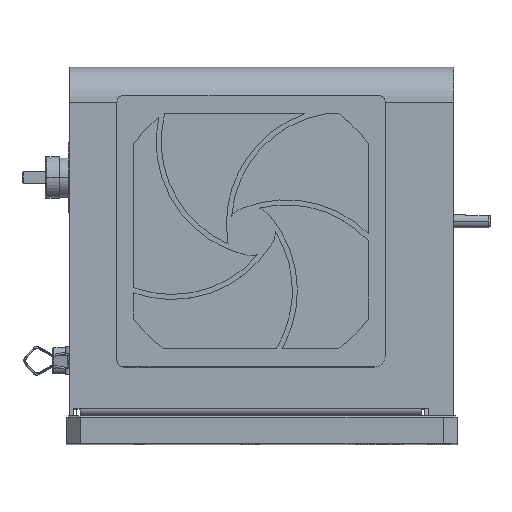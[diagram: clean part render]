
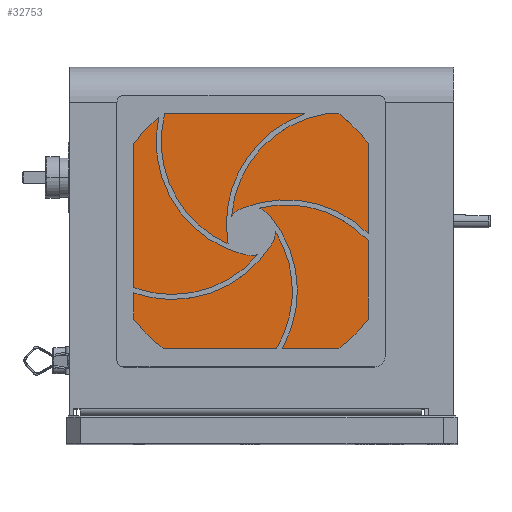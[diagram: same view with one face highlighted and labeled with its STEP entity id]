
A CAD part, top view. The second image highlights one B-rep face of the part: STEP entity #32753.
In plain terms, the highlighted planar face has unit normal (0, 0, 1).
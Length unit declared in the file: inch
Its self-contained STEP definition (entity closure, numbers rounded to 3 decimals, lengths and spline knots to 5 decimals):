
#596 = CARTESIAN_POINT ( 'NONE',  ( 5.182, 1.5605, 4.587 ) ) ;
#704 = EDGE_LOOP ( 'NONE', ( #13782, #19001, #16774, #20065, #26887, #2655, #36268, #7456 ) ) ;
#760 = DIRECTION ( 'NONE',  ( -1., 0., 0. ) ) ;
#1027 = DIRECTION ( 'NONE',  ( 1., 0., 0. ) ) ;
#1028 = DIRECTION ( 'NONE',  ( -0.707, -0.707, 0. ) ) ;
#2605 = LINE ( 'NONE', #31552, #19472 ) ;
#2655 = ORIENTED_EDGE ( 'NONE', *, *, #26065, .F. ) ;
#2836 = CARTESIAN_POINT ( 'NONE',  ( 5.182, 6.0605, 4.587 ) ) ;
#2852 = DIRECTION ( 'NONE',  ( 0., -1., 0. ) ) ;
#4998 = VECTOR ( 'NONE', #32071, 39.37008 ) ;
#6810 = DIRECTION ( 'NONE',  ( 0., 1., 0. ) ) ;
#7456 = ORIENTED_EDGE ( 'NONE', *, *, #26129, .F. ) ;
#7478 = VECTOR ( 'NONE', #760, 39.37008 ) ;
#7526 = VECTOR ( 'NONE', #9212, 39.37008 ) ;
#7962 = CARTESIAN_POINT ( 'NONE',  ( 1.432, 6.0605, 4.587 ) ) ;
#9212 = DIRECTION ( 'NONE',  ( 0.707, -0.707, 0. ) ) ;
#11511 = VERTEX_POINT ( 'NONE', #12558 ) ;
#12483 = LINE ( 'NONE', #13488, #7478 ) ;
#12558 = CARTESIAN_POINT ( 'NONE',  ( 1.432, 1.5605, 4.587 ) ) ;
#12697 = DIRECTION ( 'NONE',  ( 1., 0., 0. ) ) ;
#13077 = CARTESIAN_POINT ( 'NONE',  ( 5.557, 5.6855, 4.587 ) ) ;
#13453 = LINE ( 'NONE', #28954, #4998 ) ;
#13488 = CARTESIAN_POINT ( 'NONE',  ( 5.182, 1.5605, 4.587 ) ) ;
#13782 = ORIENTED_EDGE ( 'NONE', *, *, #25938, .F. ) ;
#14455 = LINE ( 'NONE', #22530, #21913 ) ;
#16135 = VERTEX_POINT ( 'NONE', #27491 ) ;
#16712 = CARTESIAN_POINT ( 'NONE',  ( 5.182, 1.5605, 4.587 ) ) ;
#16774 = ORIENTED_EDGE ( 'NONE', *, *, #25950, .F. ) ;
#18638 = VERTEX_POINT ( 'NONE', #596 ) ;
#19001 = ORIENTED_EDGE ( 'NONE', *, *, #25931, .F. ) ;
#19368 = DIRECTION ( 'NONE',  ( 0.707, 0.707, 0. ) ) ;
#19472 = VECTOR ( 'NONE', #12697, 39.37008 ) ;
#19920 = DIRECTION ( 'NONE',  ( 0., 0., 1. ) ) ;
#20065 = ORIENTED_EDGE ( 'NONE', *, *, #26012, .F. ) ;
#21913 = VECTOR ( 'NONE', #19368, 39.37008 ) ;
#22530 = CARTESIAN_POINT ( 'NONE',  ( 1.432, 6.0605, 4.587 ) ) ;
#23950 = VERTEX_POINT ( 'NONE', #39414 ) ;
#24375 = LINE ( 'NONE', #16712, #32666 ) ;
#24412 = VECTOR ( 'NONE', #2852, 39.37008 ) ;
#25006 = CARTESIAN_POINT ( 'NONE',  ( 5.557, 1.9355, 4.587 ) ) ;
#25327 = CARTESIAN_POINT ( 'NONE',  ( 1.057, 1.9355, 4.587 ) ) ;
#25806 = CARTESIAN_POINT ( 'NONE',  ( 1.057, 1.9355, 4.587 ) ) ;
#25931 = EDGE_CURVE ( 'NONE', #29523, #39109, #31723, .T. ) ;
#25938 = EDGE_CURVE ( 'NONE', #39109, #23950, #32699, .T. ) ;
#25950 = EDGE_CURVE ( 'NONE', #27267, #29523, #2605, .T. ) ;
#25952 = FACE_OUTER_BOUND ( 'NONE', #704, .T. ) ;
#26012 = EDGE_CURVE ( 'NONE', #16135, #27267, #14455, .T. ) ;
#26062 = EDGE_CURVE ( 'NONE', #38486, #16135, #37579, .T. ) ;
#26065 = EDGE_CURVE ( 'NONE', #11511, #38486, #13453, .T. ) ;
#26123 = EDGE_CURVE ( 'NONE', #18638, #11511, #12483, .T. ) ;
#26129 = EDGE_CURVE ( 'NONE', #23950, #18638, #24375, .T. ) ;
#26378 = AXIS2_PLACEMENT_3D ( 'NONE', #38662, #19920, #1027 ) ;
#26887 = ORIENTED_EDGE ( 'NONE', *, *, #26062, .F. ) ;
#27267 = VERTEX_POINT ( 'NONE', #7962 ) ;
#27491 = CARTESIAN_POINT ( 'NONE',  ( 1.057, 5.6855, 4.587 ) ) ;
#28036 = CARTESIAN_POINT ( 'NONE',  ( 5.557, 5.6855, 4.587 ) ) ;
#28954 = CARTESIAN_POINT ( 'NONE',  ( 1.432, 1.5605, 4.587 ) ) ;
#29257 = VECTOR ( 'NONE', #6810, 39.37008 ) ;
#29523 = VERTEX_POINT ( 'NONE', #2836 ) ;
#31552 = CARTESIAN_POINT ( 'NONE',  ( 5.182, 6.0605, 4.587 ) ) ;
#31723 = LINE ( 'NONE', #28036, #7526 ) ;
#32071 = DIRECTION ( 'NONE',  ( -0.707, 0.707, 0. ) ) ;
#32666 = VECTOR ( 'NONE', #1028, 39.37008 ) ;
#32699 = LINE ( 'NONE', #25006, #24412 ) ;
#32753 = ADVANCED_FACE ( 'NONE', ( #25952 ), #35360, .T. ) ;
#35360 = PLANE ( 'NONE',  #26378 ) ;
#36268 = ORIENTED_EDGE ( 'NONE', *, *, #26123, .F. ) ;
#37579 = LINE ( 'NONE', #25806, #29257 ) ;
#38486 = VERTEX_POINT ( 'NONE', #25327 ) ;
#38662 = CARTESIAN_POINT ( 'NONE',  ( 5.557, 6.0605, 4.587 ) ) ;
#39109 = VERTEX_POINT ( 'NONE', #13077 ) ;
#39414 = CARTESIAN_POINT ( 'NONE',  ( 5.557, 1.9355, 4.587 ) ) ;
